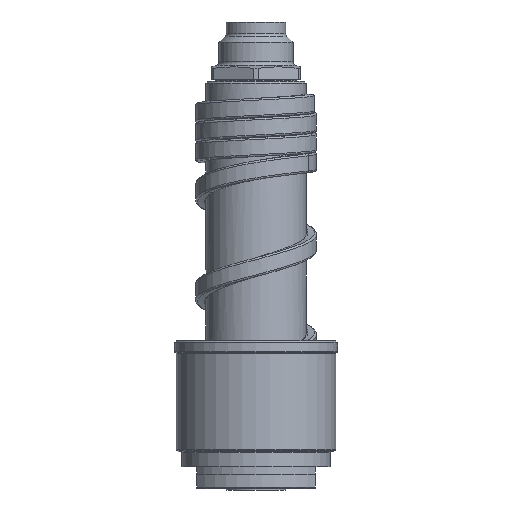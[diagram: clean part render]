
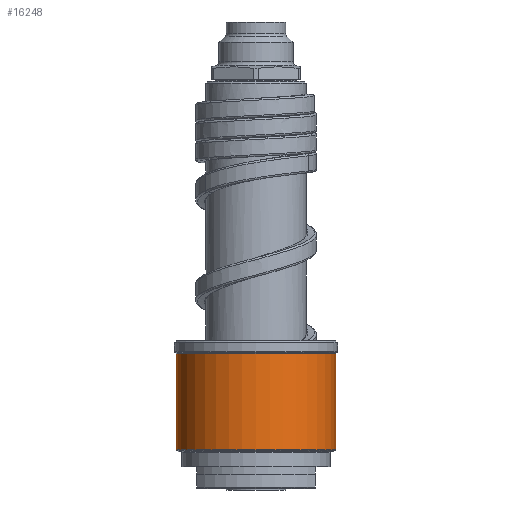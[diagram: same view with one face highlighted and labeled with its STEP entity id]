
A CAD part, front view. The second image highlights one B-rep face of the part: STEP entity #16248.
In plain terms, the highlighted cylindrical face has radius 21.5 mm (diameter 43 mm), a partial arc.
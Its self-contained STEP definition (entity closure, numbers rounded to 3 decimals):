
#6118=CARTESIAN_POINT('',(0.,0.,10.583));
#6119=DIRECTION('',(0.,0.,1.));
#6120=DIRECTION('',(-1.,0.,0.));
#6121=AXIS2_PLACEMENT_3D('',#6118,#6119,#6120);
#6123=DIRECTION('',(0.,0.,-1.));
#6124=VECTOR('',#6123,25.834);
#6125=CARTESIAN_POINT('',(-21.5,0.,36.417));
#6126=LINE('',#6125,#6124);
#6127=CARTESIAN_POINT('',(0.,0.,36.417));
#6128=DIRECTION('',(0.,0.,1.));
#6129=DIRECTION('',(-1.,0.,0.));
#6130=AXIS2_PLACEMENT_3D('',#6127,#6128,#6129);
#6132=DIRECTION('',(0.,0.,-1.));
#6133=VECTOR('',#6132,25.834);
#6134=CARTESIAN_POINT('',(21.5,0.,36.417));
#6135=LINE('',#6134,#6133);
#6476=CARTESIAN_POINT('',(21.5,0.,36.417));
#6477=CARTESIAN_POINT('',(-21.5,0.,36.417));
#6478=VERTEX_POINT('',#6476);
#6479=VERTEX_POINT('',#6477);
#6502=CARTESIAN_POINT('',(21.5,0.,10.583));
#6503=VERTEX_POINT('',#6502);
#6504=CARTESIAN_POINT('',(-21.5,0.,10.583));
#6505=VERTEX_POINT('',#6504);
#16236=CARTESIAN_POINT('',(0.,0.,8.5));
#16237=DIRECTION('',(0.,0.,1.));
#16238=DIRECTION('',(-1.,0.,0.));
#16239=AXIS2_PLACEMENT_3D('',#16236,#16237,#16238);
#16240=CYLINDRICAL_SURFACE('',#16239,21.5);
#16241=ORIENTED_EDGE('',*,*,#13835,.F.);
#16242=ORIENTED_EDGE('',*,*,#13816,.F.);
#16244=ORIENTED_EDGE('',*,*,#16243,.T.);
#16245=ORIENTED_EDGE('',*,*,#13812,.T.);
#16246=EDGE_LOOP('',(#16241,#16242,#16244,#16245));
#16247=FACE_OUTER_BOUND('',#16246,.F.);
#6122=CIRCLE('',#6121,21.5);
#6131=CIRCLE('',#6130,21.5);
#13812=EDGE_CURVE('',#6478,#6503,#6135,.T.);
#13816=EDGE_CURVE('',#6479,#6505,#6126,.T.);
#13835=EDGE_CURVE('',#6505,#6503,#6122,.T.);
#16243=EDGE_CURVE('',#6479,#6478,#6131,.T.);
#16248=ADVANCED_FACE('',(#16247),#16240,.T.);
